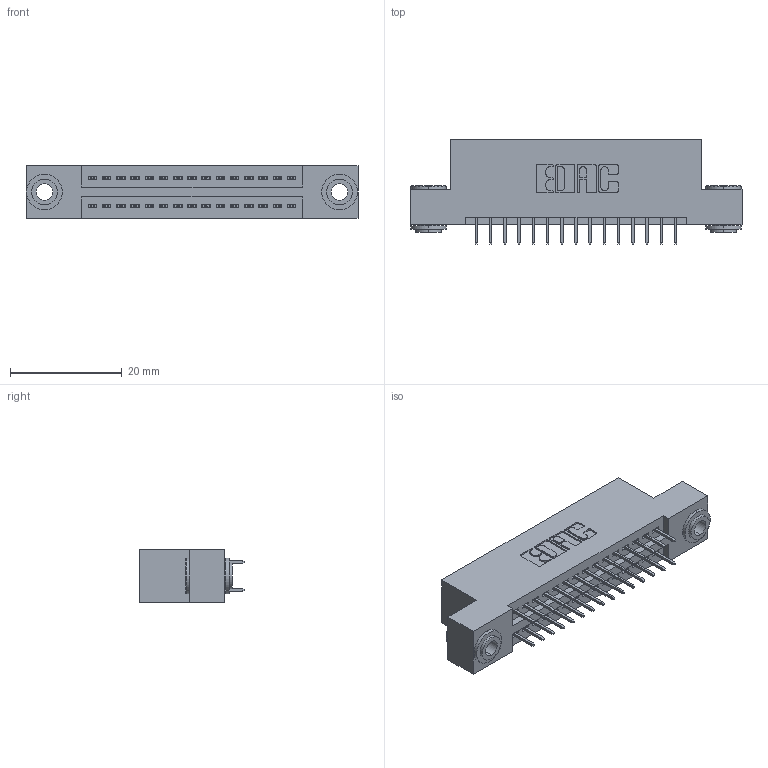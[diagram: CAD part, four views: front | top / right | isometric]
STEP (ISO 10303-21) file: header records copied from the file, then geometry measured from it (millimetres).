
FILE_DESCRIPTION (( 'STEP AP203' ), '1' );
FILE_NAME ('395-030-525-203.STEP', '2020-09-23T18:44:22', ( '' ), ( '' ), 'SwSTEP 2.0', 'SolidWorks 2020', '' );
FILE_SCHEMA (( 'CONFIG_CONTROL_DESIGN' ));
Length unit declared in the file: inch
Products named in the file (4): 345-250-002_345-250-002-102; 345-292-001_345-293-125; 395-030-525-203; 345 Part_Flush Mounting Lugs - 0.156 Dia-TH
Assembly tree (33 placements, depth 2):
  395-030-525-203
    345 Part_Flush Mounting Lugs - 0.156 Dia-TH
    345-292-001_345-293-125  x30
    345-250-002_345-250-002-102  x2
Bounding box: 59.31 x 18.72 x 9.4 mm (x, y, z)
Volume: 5480.7 mm3; surface area: 7634.6 mm2
Topology: 33 solids, 33 shells, 1784 faces, 5007 edges, 3214 vertices
Faces by surface type: plane 1260, cylinder 516, cone 8
Entity records: 16128 total; most frequent: CARTESIAN_POINT 2703, ORIENTED_EDGE 2630, DIRECTION 2449, EDGE_CURVE 1315, VECTOR 1103, LINE 1103, VERTEX_POINT 870, AXIS2_PLACEMENT_3D 673
